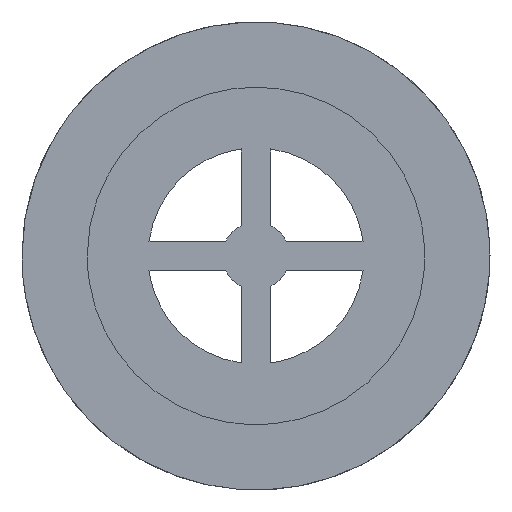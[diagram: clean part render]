
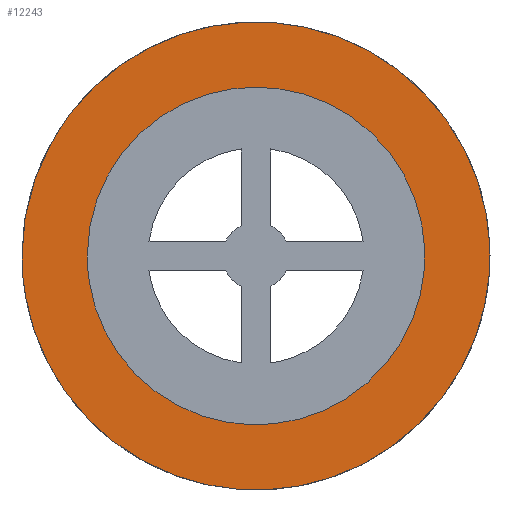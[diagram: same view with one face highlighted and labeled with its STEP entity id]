
A CAD part, left-side view. The second image highlights one B-rep face of the part: STEP entity #12243.
In plain terms, the highlighted free-form (B-spline) face has degree [1, 1] with [2, 2] control points.
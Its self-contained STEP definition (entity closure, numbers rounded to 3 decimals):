
#12046 = CARTESIAN_POINT ('', (0., 10.4, 0.));
#12047 = VERTEX_POINT ('', #12046);
#12053 = CARTESIAN_POINT ('', (0., 10.4, 0.));
#12054 = CARTESIAN_POINT ('', (0., 10.4, 10.4));
#12055 = CARTESIAN_POINT ('', (0., 0., 10.4));
#12056 = CARTESIAN_POINT ('', (0., -10.4, 10.4));
#12057 = CARTESIAN_POINT ('', (0., -10.4, 0.));
#12058 = CARTESIAN_POINT ('', (0., -10.4, -10.4));
#12059 = CARTESIAN_POINT ('', (0., 0., -10.4));
#12060 = CARTESIAN_POINT ('', (0., 10.4, -10.4));
#12061 = CARTESIAN_POINT ('', (0., 10.4, 0.));
#12062 = (
   BOUNDED_CURVE ()
   B_SPLINE_CURVE (2, (#12053, #12054, #12055, #12056, #12057, #12058, #12059, #12060, #12061), .UNSPECIFIED., .T., .U.)
   B_SPLINE_CURVE_WITH_KNOTS ((3, 2, 2, 2, 3), (0., 0.25, 0.5, 0.75, 1.), .UNSPECIFIED.)
   CURVE ()
   GEOMETRIC_REPRESENTATION_ITEM ()
   RATIONAL_B_SPLINE_CURVE ((1., 0.707, 1., 0.707, 1., 0.707, 1., 0.707, 1.))
   REPRESENTATION_ITEM ('')
);
#12063 = EDGE_CURVE ('', #12047, #12047, #12062, .T.);
#12219 = ORIENTED_EDGE ('', *, *, #12063, .F.);
#12220 = EDGE_LOOP ('', (#12219));
#12221 = FACE_OUTER_BOUND ('', #12220, .T.);
#12222 = CARTESIAN_POINT ('', (0., 7.5, 0.));
#12223 = VERTEX_POINT ('', #12222);
#12224 = CARTESIAN_POINT ('', (0., 7.5, 0.));
#12225 = CARTESIAN_POINT ('', (0., 7.5, 7.5));
#12226 = CARTESIAN_POINT ('', (0., 0., 7.5));
#12227 = CARTESIAN_POINT ('', (0., -7.5, 7.5));
#12228 = CARTESIAN_POINT ('', (0., -7.5, 0.));
#12229 = CARTESIAN_POINT ('', (0., -7.5, -7.5));
#12230 = CARTESIAN_POINT ('', (0., 0., -7.5));
#12231 = CARTESIAN_POINT ('', (0., 7.5, -7.5));
#12232 = CARTESIAN_POINT ('', (0., 7.5, 0.));
#12233 = (
   BOUNDED_CURVE ()
   B_SPLINE_CURVE (2, (#12224, #12225, #12226, #12227, #12228, #12229, #12230, #12231, #12232), .UNSPECIFIED., .T., .U.)
   B_SPLINE_CURVE_WITH_KNOTS ((3, 2, 2, 2, 3), (0., 0.25, 0.5, 0.75, 1.), .UNSPECIFIED.)
   CURVE ()
   GEOMETRIC_REPRESENTATION_ITEM ()
   RATIONAL_B_SPLINE_CURVE ((1., 0.707, 1., 0.707, 1., 0.707, 1., 0.707, 1.))
   REPRESENTATION_ITEM ('')
);
#12234 = EDGE_CURVE ('', #12223, #12223, #12233, .T.);
#12235 = ORIENTED_EDGE ('', *, *, #12234, .T.);
#12236 = EDGE_LOOP ('', (#12235));
#12237 = FACE_BOUND ('', #12236, .T.);
#12238 = CARTESIAN_POINT ('', (0., -11.44, -11.44));
#12239 = CARTESIAN_POINT ('', (0., 11.44, -11.44));
#12240 = CARTESIAN_POINT ('', (0., -11.44, 11.44));
#12241 = CARTESIAN_POINT ('', (0., 11.44, 11.44));
#12242 = B_SPLINE_SURFACE_WITH_KNOTS ('', 1, 1, ((#12238, #12239), (#12240, #12241)), .UNSPECIFIED., .F., .F., .U., (2, 2), (2, 2), (0., 1.), (0., 1.), .UNSPECIFIED.);
#12243 = ADVANCED_FACE ('', (#12221, #12237), #12242, .T.);
